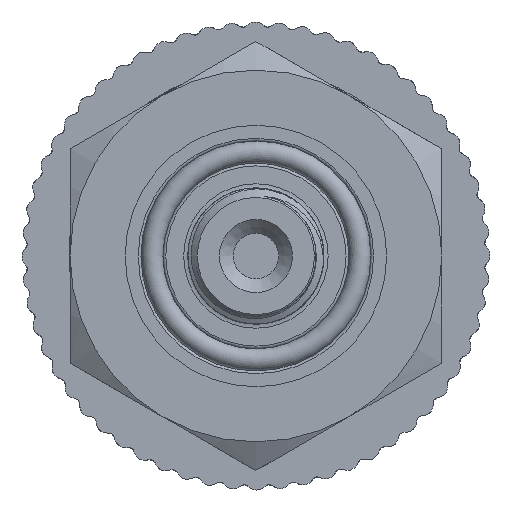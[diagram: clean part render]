
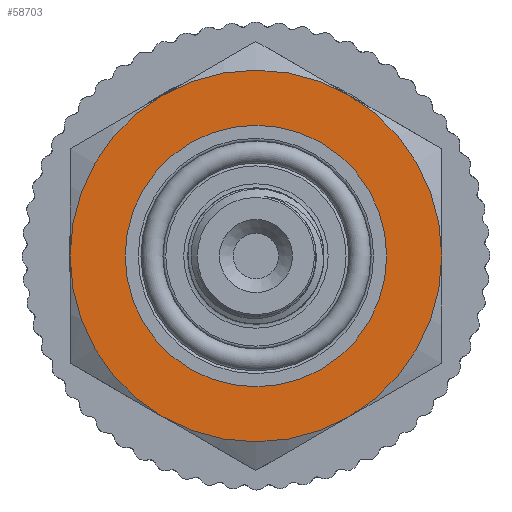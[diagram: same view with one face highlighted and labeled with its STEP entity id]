
A CAD part, left-side view. The second image highlights one B-rep face of the part: STEP entity #58703.
In plain terms, the highlighted face is planar.
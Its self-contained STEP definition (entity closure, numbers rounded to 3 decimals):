
#4469=FACE_BOUND('',#15355,.T.);
#7614=PLANE('',#66478);
#11419=FACE_OUTER_BOUND('',#15354,.T.);
#15354=EDGE_LOOP('',(#54558));
#15355=EDGE_LOOP('',(#54559));
#16084=CIRCLE('',#66441,13.5);
#16107=CIRCLE('',#66479,9.5);
#27940=VERTEX_POINT('',#130629);
#27958=VERTEX_POINT('',#130692);
#36796=EDGE_CURVE('',#27940,#27940,#16084,.T.);
#36826=EDGE_CURVE('',#27958,#27958,#16107,.T.);
#54558=ORIENTED_EDGE('',*,*,#36796,.T.);
#54559=ORIENTED_EDGE('',*,*,#36826,.F.);
#58703=ADVANCED_FACE('',(#11419,#4469),#7614,.T.);
#66441=AXIS2_PLACEMENT_3D('',#130630,#84254,#84255);
#66478=AXIS2_PLACEMENT_3D('',#130691,#84335,#84336);
#66479=AXIS2_PLACEMENT_3D('',#130693,#84337,#84338);
#84254=DIRECTION('center_axis',(1.,0.,0.));
#84255=DIRECTION('ref_axis',(0.,0.,-1.));
#84335=DIRECTION('center_axis',(1.,0.,0.));
#84336=DIRECTION('ref_axis',(0.,0.,-1.));
#84337=DIRECTION('center_axis',(1.,0.,0.));
#84338=DIRECTION('ref_axis',(0.,0.,-1.));
#130629=CARTESIAN_POINT('',(-12.,-13.5,0.));
#130630=CARTESIAN_POINT('Origin',(-12.,0.,0.));
#130691=CARTESIAN_POINT('Origin',(-12.,9.5,0.));
#130692=CARTESIAN_POINT('',(-12.,-9.5,0.));
#130693=CARTESIAN_POINT('Origin',(-12.,0.,0.));
